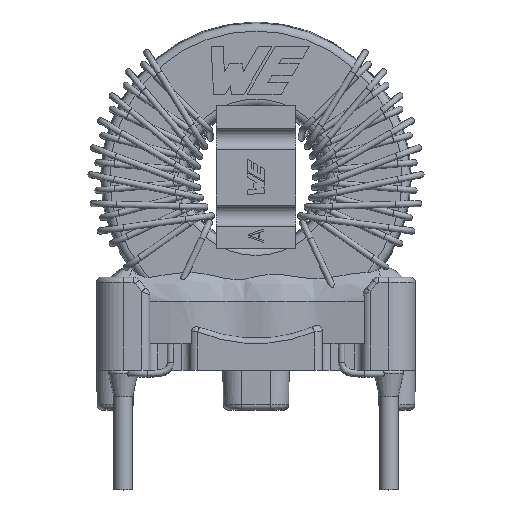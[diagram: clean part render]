
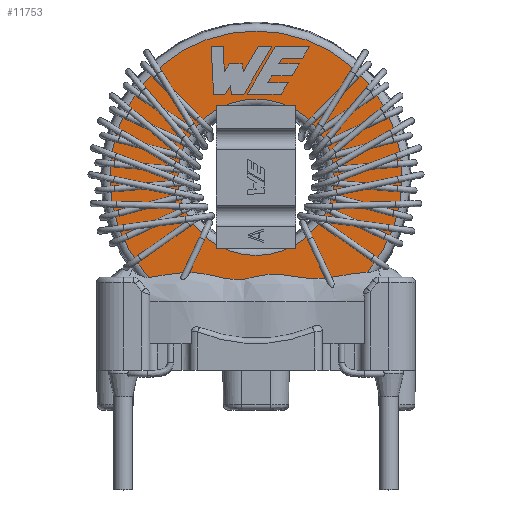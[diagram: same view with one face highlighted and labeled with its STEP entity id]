
A CAD part, top view. The second image highlights one B-rep face of the part: STEP entity #11753.
In plain terms, the highlighted face is planar.
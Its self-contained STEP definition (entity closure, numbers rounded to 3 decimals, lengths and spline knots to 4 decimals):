
#733=LINE('',#18463,#1207);
#736=LINE('',#18469,#1210);
#739=LINE('',#18475,#1213);
#742=LINE('',#18481,#1216);
#745=LINE('',#18487,#1219);
#748=LINE('',#18493,#1222);
#751=LINE('',#18499,#1225);
#754=LINE('',#18505,#1228);
#757=LINE('',#18511,#1231);
#760=LINE('',#18517,#1234);
#763=LINE('',#18523,#1237);
#765=LINE('',#18526,#1239);
#781=LINE('',#18560,#1255);
#783=LINE('',#18564,#1257);
#785=LINE('',#18568,#1259);
#787=LINE('',#18572,#1261);
#789=LINE('',#18576,#1263);
#791=LINE('',#18580,#1265);
#793=LINE('',#18584,#1267);
#795=LINE('',#18588,#1269);
#797=LINE('',#18592,#1271);
#799=LINE('',#18596,#1273);
#801=LINE('',#18600,#1275);
#803=LINE('',#18604,#1277);
#804=LINE('',#18606,#1278);
#1207=VECTOR('',#14242,1000.);
#1210=VECTOR('',#14247,1000.);
#1213=VECTOR('',#14252,1000.);
#1216=VECTOR('',#14257,1000.);
#1219=VECTOR('',#14262,1000.);
#1222=VECTOR('',#14267,1000.);
#1225=VECTOR('',#14272,1000.);
#1228=VECTOR('',#14277,1000.);
#1231=VECTOR('',#14282,1000.);
#1234=VECTOR('',#14287,1000.);
#1237=VECTOR('',#14292,1000.);
#1239=VECTOR('',#14296,1000.);
#1255=VECTOR('',#14318,1000.);
#1257=VECTOR('',#14322,1000.);
#1259=VECTOR('',#14326,1000.);
#1261=VECTOR('',#14330,1000.);
#1263=VECTOR('',#14334,1000.);
#1265=VECTOR('',#14338,1000.);
#1267=VECTOR('',#14342,1000.);
#1269=VECTOR('',#14346,1000.);
#1271=VECTOR('',#14350,1000.);
#1273=VECTOR('',#14354,1000.);
#1275=VECTOR('',#14358,1000.);
#1277=VECTOR('',#14362,1000.);
#1278=VECTOR('',#14365,1000.);
#1601=PLANE('',#12662);
#2634=ORIENTED_EDGE('',*,*,#4677,.F.);
#2635=ORIENTED_EDGE('',*,*,#4674,.F.);
#2636=ORIENTED_EDGE('',*,*,#4671,.F.);
#2637=ORIENTED_EDGE('',*,*,#4668,.F.);
#2638=ORIENTED_EDGE('',*,*,#4665,.F.);
#2639=ORIENTED_EDGE('',*,*,#4662,.F.);
#2640=ORIENTED_EDGE('',*,*,#4659,.F.);
#2641=ORIENTED_EDGE('',*,*,#4656,.F.);
#2642=ORIENTED_EDGE('',*,*,#4653,.F.);
#2643=ORIENTED_EDGE('',*,*,#4650,.F.);
#2644=ORIENTED_EDGE('',*,*,#4647,.F.);
#2645=ORIENTED_EDGE('',*,*,#4679,.F.);
#2646=ORIENTED_EDGE('',*,*,#4717,.F.);
#2647=ORIENTED_EDGE('',*,*,#4715,.F.);
#2648=ORIENTED_EDGE('',*,*,#4713,.F.);
#2649=ORIENTED_EDGE('',*,*,#4711,.F.);
#2650=ORIENTED_EDGE('',*,*,#4709,.F.);
#2651=ORIENTED_EDGE('',*,*,#4707,.F.);
#2652=ORIENTED_EDGE('',*,*,#4705,.F.);
#2653=ORIENTED_EDGE('',*,*,#4703,.F.);
#2654=ORIENTED_EDGE('',*,*,#4701,.F.);
#2655=ORIENTED_EDGE('',*,*,#4699,.F.);
#2656=ORIENTED_EDGE('',*,*,#4697,.F.);
#2657=ORIENTED_EDGE('',*,*,#4695,.F.);
#2658=ORIENTED_EDGE('',*,*,#4718,.F.);
#2659=ORIENTED_EDGE('',*,*,#4722,.T.);
#2660=ORIENTED_EDGE('',*,*,#4721,.T.);
#4647=EDGE_CURVE('',#5766,#5763,#733,.T.);
#4650=EDGE_CURVE('',#5763,#5767,#736,.T.);
#4653=EDGE_CURVE('',#5767,#5769,#739,.T.);
#4656=EDGE_CURVE('',#5769,#5771,#742,.T.);
#4659=EDGE_CURVE('',#5771,#5773,#745,.T.);
#4662=EDGE_CURVE('',#5773,#5775,#748,.T.);
#4665=EDGE_CURVE('',#5775,#5777,#751,.T.);
#4668=EDGE_CURVE('',#5777,#5779,#754,.T.);
#4671=EDGE_CURVE('',#5779,#5781,#757,.T.);
#4674=EDGE_CURVE('',#5781,#5783,#760,.T.);
#4677=EDGE_CURVE('',#5783,#5785,#763,.T.);
#4679=EDGE_CURVE('',#5785,#5766,#765,.T.);
#4695=EDGE_CURVE('',#5801,#5800,#781,.T.);
#4697=EDGE_CURVE('',#5800,#5802,#783,.T.);
#4699=EDGE_CURVE('',#5802,#5803,#785,.T.);
#4701=EDGE_CURVE('',#5803,#5804,#787,.T.);
#4703=EDGE_CURVE('',#5804,#5805,#789,.T.);
#4705=EDGE_CURVE('',#5805,#5806,#791,.T.);
#4707=EDGE_CURVE('',#5806,#5807,#793,.T.);
#4709=EDGE_CURVE('',#5807,#5808,#795,.T.);
#4711=EDGE_CURVE('',#5808,#5809,#797,.T.);
#4713=EDGE_CURVE('',#5809,#5810,#799,.T.);
#4715=EDGE_CURVE('',#5810,#5811,#801,.T.);
#4717=EDGE_CURVE('',#5811,#5812,#803,.T.);
#4718=EDGE_CURVE('',#5812,#5801,#804,.T.);
#4721=EDGE_CURVE('',#5815,#5815,#6606,.T.);
#4722=EDGE_CURVE('',#5816,#5816,#6607,.T.);
#5763=VERTEX_POINT('',#18457);
#5766=VERTEX_POINT('',#18462);
#5767=VERTEX_POINT('',#18466);
#5769=VERTEX_POINT('',#18472);
#5771=VERTEX_POINT('',#18478);
#5773=VERTEX_POINT('',#18484);
#5775=VERTEX_POINT('',#18490);
#5777=VERTEX_POINT('',#18496);
#5779=VERTEX_POINT('',#18502);
#5781=VERTEX_POINT('',#18508);
#5783=VERTEX_POINT('',#18514);
#5785=VERTEX_POINT('',#18520);
#5800=VERTEX_POINT('',#18557);
#5801=VERTEX_POINT('',#18559);
#5802=VERTEX_POINT('',#18563);
#5803=VERTEX_POINT('',#18567);
#5804=VERTEX_POINT('',#18571);
#5805=VERTEX_POINT('',#18575);
#5806=VERTEX_POINT('',#18579);
#5807=VERTEX_POINT('',#18583);
#5808=VERTEX_POINT('',#18587);
#5809=VERTEX_POINT('',#18591);
#5810=VERTEX_POINT('',#18595);
#5811=VERTEX_POINT('',#18599);
#5812=VERTEX_POINT('',#18603);
#5815=VERTEX_POINT('',#18614);
#5816=VERTEX_POINT('',#18617);
#6606=CIRCLE('',#12661,5.5046);
#6607=CIRCLE('',#12663,2.9454);
#7249=EDGE_LOOP('',(#2634,#2635,#2636,#2637,#2638,#2639,#2640,#2641,#2642,
#2643,#2644,#2645));
#7250=EDGE_LOOP('',(#2646,#2647,#2648,#2649,#2650,#2651,#2652,#2653,#2654,
#2655,#2656,#2657,#2658));
#7251=EDGE_LOOP('',(#2659));
#7252=EDGE_LOOP('',(#2660));
#8334=FACE_BOUND('',#7249,.T.);
#8335=FACE_BOUND('',#7250,.T.);
#8336=FACE_BOUND('',#7251,.T.);
#8337=FACE_BOUND('',#7252,.T.);
#11753=ADVANCED_FACE('',(#8334,#8335,#8336,#8337),#1601,.T.);
#12661=AXIS2_PLACEMENT_3D('',#18613,#14374,#14375);
#12662=AXIS2_PLACEMENT_3D('',#18615,#14376,#14377);
#12663=AXIS2_PLACEMENT_3D('',#18616,#14378,#14379);
#14242=DIRECTION('',(-1.,0.,0.));
#14247=DIRECTION('',(0.52,0.,-0.854));
#14252=DIRECTION('',(1.,0.,0.));
#14257=DIRECTION('',(0.507,0.,-0.862));
#14262=DIRECTION('',(-1.,0.,0.));
#14267=DIRECTION('',(-0.504,0.,0.864));
#14272=DIRECTION('',(1.,0.,0.));
#14277=DIRECTION('',(0.509,0.,-0.861));
#14282=DIRECTION('',(-1.,0.,0.));
#14287=DIRECTION('',(0.507,0.,-0.862));
#14292=DIRECTION('',(1.,0.,0.));
#14296=DIRECTION('',(0.505,0.,-0.863));
#14318=DIRECTION('',(-1.,0.,0.));
#14322=DIRECTION('',(-0.583,0.,0.812));
#14326=DIRECTION('',(-0.047,0.,-0.999));
#14330=DIRECTION('',(-1.,0.,0.));
#14334=DIRECTION('',(0.052,0.,0.999));
#14338=DIRECTION('',(1.,0.,0.));
#14342=DIRECTION('',(0.551,0.,-0.834));
#14346=DIRECTION('',(0.141,0.,0.99));
#14350=DIRECTION('',(1.,0.,0.));
#14354=DIRECTION('',(0.506,0.,-0.863));
#14358=DIRECTION('',(-1.,0.,0.));
#14362=DIRECTION('',(-0.512,0.,0.859));
#14365=DIRECTION('',(-0.171,0.,-0.985));
#14374=DIRECTION('',(0.,1.,0.));
#14375=DIRECTION('',(1.,0.,0.));
#14376=DIRECTION('',(0.,1.,0.));
#14377=DIRECTION('',(-1.,0.,0.));
#14378=DIRECTION('',(0.,-1.,0.));
#14379=DIRECTION('',(-1.,0.,0.));
#18457=CARTESIAN_POINT('',(0.863,2.9,-4.2696));
#18462=CARTESIAN_POINT('',(1.6217,2.9,-4.2696));
#18463=CARTESIAN_POINT('',(1.6217,2.9,-4.2696));
#18466=CARTESIAN_POINT('',(0.9903,2.9,-4.4789));
#18469=CARTESIAN_POINT('',(0.863,2.9,-4.2696));
#18472=CARTESIAN_POINT('',(1.7465,2.9,-4.4789));
#18475=CARTESIAN_POINT('',(0.9903,2.9,-4.4789));
#18478=CARTESIAN_POINT('',(2.0101,2.9,-4.9267));
#18481=CARTESIAN_POINT('',(1.7465,2.9,-4.4789));
#18484=CARTESIAN_POINT('',(0.7243,2.9,-4.9267));
#18487=CARTESIAN_POINT('',(2.0101,2.9,-4.9267));
#18490=CARTESIAN_POINT('',(-0.3248,2.9,-3.1267));
#18493=CARTESIAN_POINT('',(0.7243,2.9,-4.9267));
#18496=CARTESIAN_POINT('',(0.9495,2.9,-3.1267));
#18499=CARTESIAN_POINT('',(-0.3248,2.9,-3.1267));
#18502=CARTESIAN_POINT('',(1.2093,2.9,-3.5657));
#18505=CARTESIAN_POINT('',(0.9495,2.9,-3.1267));
#18508=CARTESIAN_POINT('',(0.447,2.9,-3.5657));
#18511=CARTESIAN_POINT('',(1.2093,2.9,-3.5657));
#18514=CARTESIAN_POINT('',(0.5981,2.9,-3.8224));
#18517=CARTESIAN_POINT('',(0.447,2.9,-3.5657));
#18520=CARTESIAN_POINT('',(1.36,2.9,-3.8224));
#18523=CARTESIAN_POINT('',(0.5981,2.9,-3.8224));
#18526=CARTESIAN_POINT('',(1.36,2.9,-3.8224));
#18557=CARTESIAN_POINT('',(-0.993,2.9,-4.2696));
#18559=CARTESIAN_POINT('',(-0.5237,2.9,-4.2696));
#18560=CARTESIAN_POINT('',(-0.5237,2.9,-4.2696));
#18563=CARTESIAN_POINT('',(-1.1918,2.9,-3.9928));
#18564=CARTESIAN_POINT('',(-0.993,2.9,-4.2696));
#18567=CARTESIAN_POINT('',(-1.2359,2.9,-4.9267));
#18568=CARTESIAN_POINT('',(-1.1918,2.9,-3.9928));
#18571=CARTESIAN_POINT('',(-1.6887,2.9,-4.9267));
#18572=CARTESIAN_POINT('',(-1.2359,2.9,-4.9267));
#18575=CARTESIAN_POINT('',(-1.5948,2.9,-3.1267));
#18576=CARTESIAN_POINT('',(-1.6887,2.9,-4.9267));
#18579=CARTESIAN_POINT('',(-1.1697,2.9,-3.1267));
#18580=CARTESIAN_POINT('',(-1.5948,2.9,-3.1267));
#18583=CARTESIAN_POINT('',(-0.9654,2.9,-3.4359));
#18584=CARTESIAN_POINT('',(-1.1697,2.9,-3.1267));
#18587=CARTESIAN_POINT('',(-0.9212,2.9,-3.1267));
#18588=CARTESIAN_POINT('',(-0.9654,2.9,-3.4359));
#18591=CARTESIAN_POINT('',(-0.4574,2.9,-3.1267));
#18592=CARTESIAN_POINT('',(-0.9212,2.9,-3.1267));
#18595=CARTESIAN_POINT('',(0.5972,2.9,-4.9267));
#18596=CARTESIAN_POINT('',(-0.4574,2.9,-3.1267));
#18599=CARTESIAN_POINT('',(0.0892,2.9,-4.9267));
#18600=CARTESIAN_POINT('',(0.5972,2.9,-4.9267));
#18603=CARTESIAN_POINT('',(-0.474,2.9,-3.9825));
#18604=CARTESIAN_POINT('',(0.0892,2.9,-4.9267));
#18606=CARTESIAN_POINT('',(-0.474,2.9,-3.9825));
#18613=CARTESIAN_POINT('',(0.,2.9,0.));
#18614=CARTESIAN_POINT('',(5.5046,2.9,0.));
#18615=CARTESIAN_POINT('',(0.,2.9,0.));
#18616=CARTESIAN_POINT('',(0.,2.9,0.));
#18617=CARTESIAN_POINT('',(-2.9454,2.9,0.));
